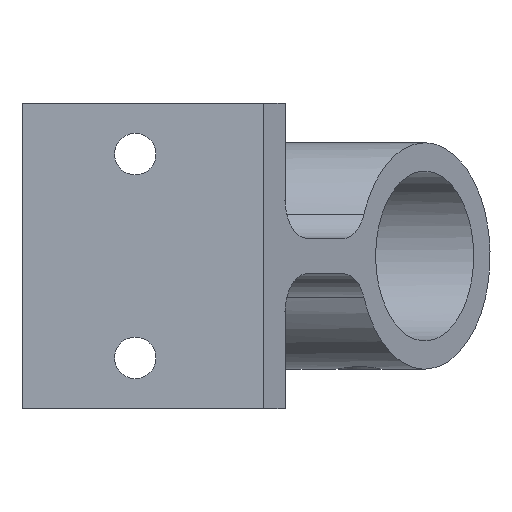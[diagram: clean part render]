
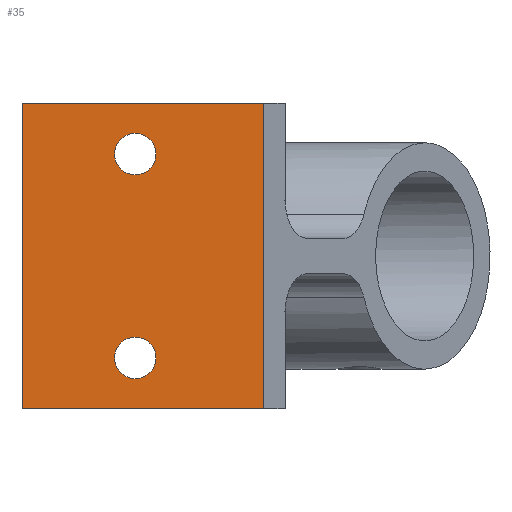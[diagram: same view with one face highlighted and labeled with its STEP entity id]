
A CAD part, front view. The second image highlights one B-rep face of the part: STEP entity #35.
In plain terms, the highlighted planar face has unit normal (0, -1, 0).
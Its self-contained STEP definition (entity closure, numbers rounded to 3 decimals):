
#11 = VERTEX_POINT ( 'NONE', #775 ) ;
#22 = EDGE_LOOP ( 'NONE', ( #101, #38 ) ) ;
#31 = ORIENTED_EDGE ( 'NONE', *, *, #32, .T. ) ;
#32 = EDGE_CURVE ( 'NONE', #33, #102, #618, .T. ) ;
#33 = VERTEX_POINT ( 'NONE', #614 ) ;
#35 = ADVANCED_FACE ( 'NONE', ( #609, #608, #607 ), #606, .T. ) ;
#37 = EDGE_CURVE ( 'NONE', #267, #266, #600, .T. ) ;
#38 = ORIENTED_EDGE ( 'NONE', *, *, #265, .T. ) ;
#39 = EDGE_LOOP ( 'NONE', ( #31, #239, #241, #229 ) ) ;
#78 = EDGE_CURVE ( 'NONE', #79, #80, #588, .T. ) ;
#79 = VERTEX_POINT ( 'NONE', #584 ) ;
#80 = VERTEX_POINT ( 'NONE', #583 ) ;
#98 = ORIENTED_EDGE ( 'NONE', *, *, #99, .T. ) ;
#99 = EDGE_CURVE ( 'NONE', #80, #79, #902, .T. ) ;
#101 = ORIENTED_EDGE ( 'NONE', *, *, #37, .T. ) ;
#102 = VERTEX_POINT ( 'NONE', #933 ) ;
#227 = EDGE_CURVE ( 'NONE', #11, #228, #1051, .T. ) ;
#228 = VERTEX_POINT ( 'NONE', #1047 ) ;
#229 = ORIENTED_EDGE ( 'NONE', *, *, #230, .T. ) ;
#230 = EDGE_CURVE ( 'NONE', #228, #33, #1046, .T. ) ;
#231 = EDGE_LOOP ( 'NONE', ( #98, #232 ) ) ;
#232 = ORIENTED_EDGE ( 'NONE', *, *, #78, .T. ) ;
#239 = ORIENTED_EDGE ( 'NONE', *, *, #240, .F. ) ;
#240 = EDGE_CURVE ( 'NONE', #11, #102, #1108, .T. ) ;
#241 = ORIENTED_EDGE ( 'NONE', *, *, #227, .T. ) ;
#265 = EDGE_CURVE ( 'NONE', #266, #267, #1283, .T. ) ;
#266 = VERTEX_POINT ( 'NONE', #1189 ) ;
#267 = VERTEX_POINT ( 'NONE', #1280 ) ;
#583 = CARTESIAN_POINT ( 'NONE',  ( -47.022, -37., -10.75 ) ) ;
#584 = CARTESIAN_POINT ( 'NONE',  ( -47.022, -37., -16.25 ) ) ;
#585 = DIRECTION ( 'NONE',  ( 0., 0., 1. ) ) ;
#586 = DIRECTION ( 'NONE',  ( 0., 1., 0. ) ) ;
#587 = AXIS2_PLACEMENT_3D ( 'NONE', #593, #586, #585 ) ;
#588 = CIRCLE ( 'NONE', #587, 2.75 ) ;
#593 = CARTESIAN_POINT ( 'NONE',  ( -47.022, -37., -13.5 ) ) ;
#596 = DIRECTION ( 'NONE',  ( 0., 0., 1. ) ) ;
#597 = DIRECTION ( 'NONE',  ( 0., 1., 0. ) ) ;
#598 = CARTESIAN_POINT ( 'NONE',  ( -47.022, -37., 13.5 ) ) ;
#599 = AXIS2_PLACEMENT_3D ( 'NONE', #598, #597, #596 ) ;
#600 = CIRCLE ( 'NONE', #599, 2.75 ) ;
#602 = DIRECTION ( 'NONE',  ( 0., 0., -1. ) ) ;
#603 = DIRECTION ( 'NONE',  ( 0., -1., 0. ) ) ;
#604 = CARTESIAN_POINT ( 'NONE',  ( -62.022, -37., 20.25 ) ) ;
#605 = AXIS2_PLACEMENT_3D ( 'NONE', #604, #603, #602 ) ;
#606 = PLANE ( 'NONE',  #605 ) ;
#607 = FACE_BOUND ( 'NONE', #231, .T. ) ;
#608 = FACE_OUTER_BOUND ( 'NONE', #39, .T. ) ;
#609 = FACE_BOUND ( 'NONE', #22, .T. ) ;
#614 = CARTESIAN_POINT ( 'NONE',  ( -30.022, -37., -20.25 ) ) ;
#615 = DIRECTION ( 'NONE',  ( 0., 0., 1. ) ) ;
#616 = VECTOR ( 'NONE', #615, 1000. ) ;
#617 = CARTESIAN_POINT ( 'NONE',  ( -30.022, -37., -31.011 ) ) ;
#618 = LINE ( 'NONE', #617, #616 ) ;
#775 = CARTESIAN_POINT ( 'NONE',  ( -62.022, -37., 20.25 ) ) ;
#824 = DIRECTION ( 'NONE',  ( 0., 0., 1. ) ) ;
#899 = DIRECTION ( 'NONE',  ( 0., 1., 0. ) ) ;
#900 = CARTESIAN_POINT ( 'NONE',  ( -47.022, -37., -13.5 ) ) ;
#901 = AXIS2_PLACEMENT_3D ( 'NONE', #900, #899, #824 ) ;
#902 = CIRCLE ( 'NONE', #901, 2.75 ) ;
#933 = CARTESIAN_POINT ( 'NONE',  ( -30.022, -37., 20.25 ) ) ;
#1043 = DIRECTION ( 'NONE',  ( 1., 0., 0. ) ) ;
#1044 = VECTOR ( 'NONE', #1043, 1000. ) ;
#1045 = CARTESIAN_POINT ( 'NONE',  ( -62.022, -37., -20.25 ) ) ;
#1046 = LINE ( 'NONE', #1045, #1044 ) ;
#1047 = CARTESIAN_POINT ( 'NONE',  ( -62.022, -37., -20.25 ) ) ;
#1048 = DIRECTION ( 'NONE',  ( 0., 0., -1. ) ) ;
#1049 = VECTOR ( 'NONE', #1048, 1000. ) ;
#1050 = CARTESIAN_POINT ( 'NONE',  ( -62.022, -37., 20.25 ) ) ;
#1051 = LINE ( 'NONE', #1050, #1049 ) ;
#1105 = DIRECTION ( 'NONE',  ( 1., 0., 0. ) ) ;
#1106 = VECTOR ( 'NONE', #1105, 1000. ) ;
#1107 = CARTESIAN_POINT ( 'NONE',  ( -62.022, -37., 20.25 ) ) ;
#1108 = LINE ( 'NONE', #1107, #1106 ) ;
#1189 = CARTESIAN_POINT ( 'NONE',  ( -47.022, -37., 10.75 ) ) ;
#1190 = DIRECTION ( 'NONE',  ( 0., 0., 1. ) ) ;
#1191 = DIRECTION ( 'NONE',  ( 0., 1., 0. ) ) ;
#1280 = CARTESIAN_POINT ( 'NONE',  ( -47.022, -37., 16.25 ) ) ;
#1281 = CARTESIAN_POINT ( 'NONE',  ( -47.022, -37., 13.5 ) ) ;
#1282 = AXIS2_PLACEMENT_3D ( 'NONE', #1281, #1191, #1190 ) ;
#1283 = CIRCLE ( 'NONE', #1282, 2.75 ) ;
